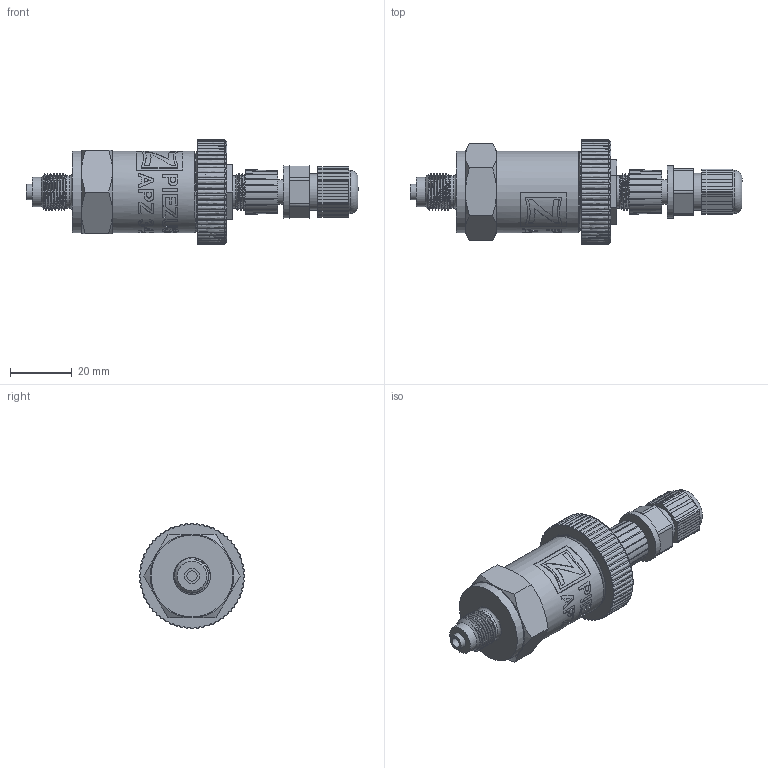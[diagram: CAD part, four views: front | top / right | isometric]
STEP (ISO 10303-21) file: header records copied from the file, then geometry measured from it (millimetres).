
FILE_DESCRIPTION(/* description */ (''),/* implementation_level */ '2;1');
FILE_NAME(/* name */ 'APZ3421_M12x1EN_M12x1-straight.step',/* time_stamp */ '2021-06-23T15:35:28+03:00',/* author */ (''),/* organization */ (''),/* preprocessor_version */ 'ST-DEVELOPER v18.1',/* originating_system */ 'Autodesk Translation Framework v10.9.0.1377',/* authorisation */ '');
FILE_SCHEMA (('AUTOMOTIVE_DESIGN { 1 0 10303 214 3 1 1 }'));
Products named in the file (6): APZ3421_M12x1EN_M12x1-straight; M12x1 EN; OMAL nut M27x1.5 v8; M12x1 male v16; Ш100.000.002 v4; M12x1 female straight v9
Assembly tree (5 placements, depth 2):
  APZ3421_M12x1EN_M12x1-straight
    M12x1 EN
    OMAL nut M27x1.5 v8
    M12x1 male v16
    Ш100.000.002 v4
    M12x1 female straight v9
Bounding box: 107.55 x 34 x 34 mm (x, y, z)
Volume: 40101.6 mm3; surface area: 17727.3 mm2
Topology: 16 solids, 16 shells, 916 faces, 2549 edges, 1706 vertices
Faces by surface type: bspline 451, plane 262, cylinder 148, cone 49, torus 6
Full cylindrical faces by diameter (mm): 1 x12, 1.5 x4, 3.3 x1, 5 x1, 7.3 x1, 8 x3, 8.2 x1, 9.5 x1, 10.293 x1, 10.5 x1, 10.6 x2, 10.741 x12, 11.884 x12, 12 x1, 14 x2, 14.137 x4, 14.526 x3, 15.85 x3, 16.203 x3, 17 x1, 21.4 x2, 22.3 x1, 22.4 x1, 24.5 x1, 25.132 x4, 25.526 x4, 26.5 x5, 27.208 x5
Entity records: 66615 total; most frequent: CARTESIAN_POINT 45811, ORIENTED_EDGE 5098, DIRECTION 2896, EDGE_CURVE 2549, VERTEX_POINT 1706, LINE 1182, VECTOR 1182, EDGE_LOOP 972
